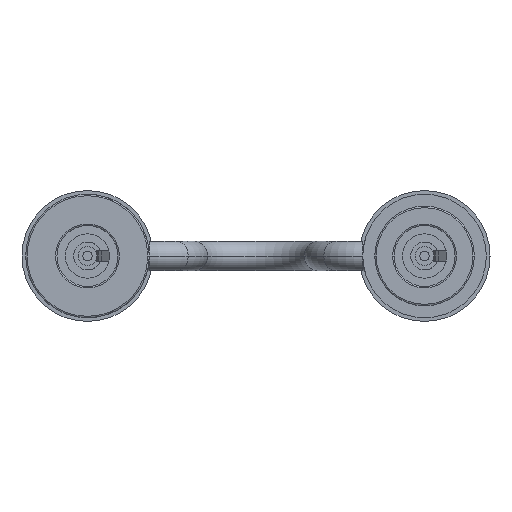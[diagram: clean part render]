
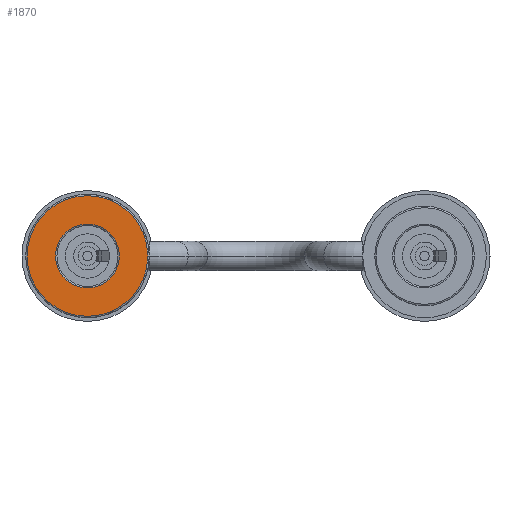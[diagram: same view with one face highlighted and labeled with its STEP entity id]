
A CAD part, front view. The second image highlights one B-rep face of the part: STEP entity #1870.
In plain terms, the highlighted planar face has unit normal (0, -1, 0).
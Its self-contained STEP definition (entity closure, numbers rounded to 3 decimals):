
#5 = CARTESIAN_POINT ( 'NONE',  ( -14.875, 8.88, 0.152 ) ) ;
#7 = DIRECTION ( 'NONE',  ( 0., 0., -1. ) ) ;
#80 = CARTESIAN_POINT ( 'NONE',  ( -23.178, 8.88, -4.39 ) ) ;
#342 = CARTESIAN_POINT ( 'NONE',  ( -14.902, 8.88, 0.527 ) ) ;
#403 = DIRECTION ( 'NONE',  ( 0., 0., -1. ) ) ;
#404 = CARTESIAN_POINT ( 'NONE',  ( -23.178, 8.88, 0. ) ) ;
#438 = ORIENTED_EDGE ( 'NONE', *, *, #3430, .T. ) ;
#565 = AXIS2_PLACEMENT_3D ( 'NONE', #404, #4809, #7 ) ;
#589 = DIRECTION ( 'NONE',  ( 0., -1., 0. ) ) ;
#597 = EDGE_LOOP ( 'NONE', ( #3175, #1503 ) ) ;
#639 = DIRECTION ( 'NONE',  ( 0., 0., -1. ) ) ;
#732 = CIRCLE ( 'NONE', #3111, 4.39 ) ;
#899 = CARTESIAN_POINT ( 'NONE',  ( -14.901, 8.88, 0.503 ) ) ;
#905 = CARTESIAN_POINT ( 'NONE',  ( -14.902, 8.88, -0.527 ) ) ;
#932 = DIRECTION ( 'NONE',  ( 0., -1., 0. ) ) ;
#933 = ORIENTED_EDGE ( 'NONE', *, *, #2713, .T. ) ;
#962 = DIRECTION ( 'NONE',  ( 0., 0., -1. ) ) ;
#1201 = CARTESIAN_POINT ( 'NONE',  ( -23.178, 8.88, 0. ) ) ;
#1341 = AXIS2_PLACEMENT_3D ( 'NONE', #4046, #932, #403 ) ;
#1449 = CARTESIAN_POINT ( 'NONE',  ( -14.902, 8.88, 0.527 ) ) ;
#1461 = CARTESIAN_POINT ( 'NONE',  ( -14.873, 8.88, 0.102 ) ) ;
#1503 = ORIENTED_EDGE ( 'NONE', *, *, #1539, .T. ) ;
#1539 = EDGE_CURVE ( 'NONE', #1940, #2832, #732, .T. ) ;
#1704 = CARTESIAN_POINT ( 'NONE',  ( -14.891, 8.88, -0.351 ) ) ;
#1724 = CARTESIAN_POINT ( 'NONE',  ( -14.889, 8.88, 0.353 ) ) ;
#1739 = EDGE_CURVE ( 'NONE', #2832, #1940, #3453, .T. ) ;
#1870 = ADVANCED_FACE ( 'NONE', ( #4947, #2957 ), #3347, .T. ) ;
#1940 = VERTEX_POINT ( 'NONE', #5116 ) ;
#1960 = ORIENTED_EDGE ( 'NONE', *, *, #2442, .T. ) ;
#1966 = CARTESIAN_POINT ( 'NONE',  ( -14.88, 8.88, 0.253 ) ) ;
#1984 = B_SPLINE_CURVE_WITH_KNOTS ( 'NONE', 3,
 ( #3889, #5098, #1461, #5, #1966, #1724, #2149, #2372, #899, #342 ),
 .UNSPECIFIED., .F., .F.,
 ( 4, 3, 3, 4 ),
 ( 0., 0., 0., 0.001 ),
 .UNSPECIFIED. ) ;
#2100 = CARTESIAN_POINT ( 'NONE',  ( -14.872, 8.88, -0.176 ) ) ;
#2149 = CARTESIAN_POINT ( 'NONE',  ( -14.897, 8.88, 0.453 ) ) ;
#2309 = DIRECTION ( 'NONE',  ( 0., 0., -1. ) ) ;
#2352 = AXIS2_PLACEMENT_3D ( 'NONE', #2636, #589, #962 ) ;
#2372 = CARTESIAN_POINT ( 'NONE',  ( -14.899, 8.88, 0.478 ) ) ;
#2402 = CARTESIAN_POINT ( 'NONE',  ( -23.178, 8.88, -8.292 ) ) ;
#2442 = EDGE_CURVE ( 'NONE', #4837, #3771, #4209, .T. ) ;
#2636 = CARTESIAN_POINT ( 'NONE',  ( -27.368, 8.88, 0. ) ) ;
#2697 = AXIS2_PLACEMENT_3D ( 'NONE', #4336, #2742, #2309 ) ;
#2713 = EDGE_CURVE ( 'NONE', #4396, #4837, #5132, .T. ) ;
#2742 = DIRECTION ( 'NONE',  ( 0., -1., 0. ) ) ;
#2807 = VERTEX_POINT ( 'NONE', #2871 ) ;
#2832 = VERTEX_POINT ( 'NONE', #80 ) ;
#2871 = CARTESIAN_POINT ( 'NONE',  ( -23.178, 8.88, 8.292 ) ) ;
#2957 = FACE_OUTER_BOUND ( 'NONE', #4014, .T. ) ;
#2976 = CARTESIAN_POINT ( 'NONE',  ( -14.902, 8.88, -0.527 ) ) ;
#3058 = VERTEX_POINT ( 'NONE', #1449 ) ;
#3111 = AXIS2_PLACEMENT_3D ( 'NONE', #3962, #3892, #639 ) ;
#3175 = ORIENTED_EDGE ( 'NONE', *, *, #1739, .T. ) ;
#3347 = PLANE ( 'NONE',  #2352 ) ;
#3381 = CARTESIAN_POINT ( 'NONE',  ( -14.872, 8.88, 0. ) ) ;
#3430 = EDGE_CURVE ( 'NONE', #3058, #2807, #5230, .T. ) ;
#3453 = CIRCLE ( 'NONE', #565, 4.39 ) ;
#3501 = EDGE_CURVE ( 'NONE', #3771, #3058, #1984, .T. ) ;
#3506 = EDGE_CURVE ( 'NONE', #2807, #4396, #3638, .T. ) ;
#3528 = DIRECTION ( 'NONE',  ( 0., -1., 0. ) ) ;
#3562 = DIRECTION ( 'NONE',  ( 0., 0., -1. ) ) ;
#3638 = CIRCLE ( 'NONE', #1341, 8.292 ) ;
#3771 = VERTEX_POINT ( 'NONE', #4032 ) ;
#3889 = CARTESIAN_POINT ( 'NONE',  ( -14.872, 8.88, 0. ) ) ;
#3892 = DIRECTION ( 'NONE',  ( 0., 1., 0. ) ) ;
#3962 = CARTESIAN_POINT ( 'NONE',  ( -23.178, 8.88, 0. ) ) ;
#3977 = ORIENTED_EDGE ( 'NONE', *, *, #3506, .T. ) ;
#4014 = EDGE_LOOP ( 'NONE', ( #4255, #438, #3977, #933, #1960 ) ) ;
#4032 = CARTESIAN_POINT ( 'NONE',  ( -14.872, 8.88, 0. ) ) ;
#4046 = CARTESIAN_POINT ( 'NONE',  ( -23.178, 8.88, 0. ) ) ;
#4209 = B_SPLINE_CURVE_WITH_KNOTS ( 'NONE', 3,
 ( #905, #1704, #2100, #3381 ),
 .UNSPECIFIED., .F., .F.,
 ( 4, 4 ),
 ( 0., 0.001 ),
 .UNSPECIFIED. ) ;
#4255 = ORIENTED_EDGE ( 'NONE', *, *, #3501, .T. ) ;
#4336 = CARTESIAN_POINT ( 'NONE',  ( -23.178, 8.88, 0. ) ) ;
#4396 = VERTEX_POINT ( 'NONE', #2402 ) ;
#4809 = DIRECTION ( 'NONE',  ( 0., 1., 0. ) ) ;
#4837 = VERTEX_POINT ( 'NONE', #2976 ) ;
#4947 = FACE_BOUND ( 'NONE', #597, .T. ) ;
#5098 = CARTESIAN_POINT ( 'NONE',  ( -14.872, 8.88, 0.051 ) ) ;
#5116 = CARTESIAN_POINT ( 'NONE',  ( -23.178, 8.88, 4.39 ) ) ;
#5132 = CIRCLE ( 'NONE', #5220, 8.292 ) ;
#5220 = AXIS2_PLACEMENT_3D ( 'NONE', #1201, #3528, #3562 ) ;
#5230 = CIRCLE ( 'NONE', #2697, 8.292 ) ;
